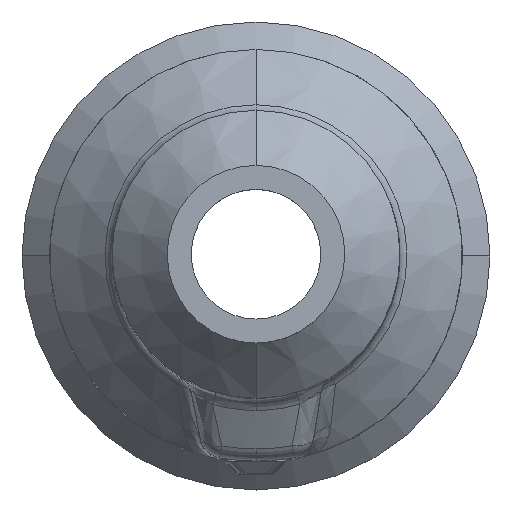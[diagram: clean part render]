
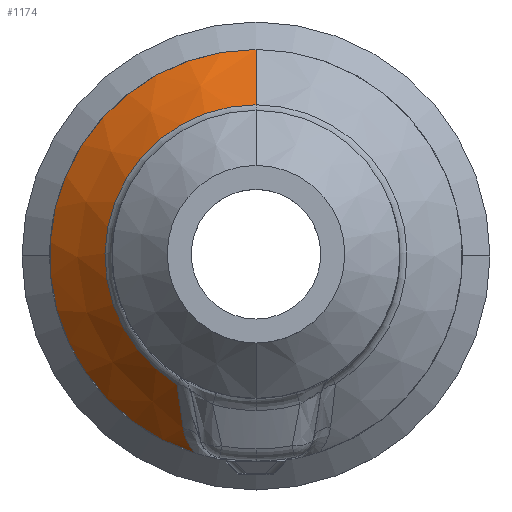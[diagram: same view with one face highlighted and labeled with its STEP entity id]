
A CAD part, top view. The second image highlights one B-rep face of the part: STEP entity #1174.
In plain terms, the highlighted conical face has half-angle 45 degrees and reference radius 19.5 mm.
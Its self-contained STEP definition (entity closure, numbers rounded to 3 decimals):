
#258 = CARTESIAN_POINT ( 'NONE',  ( -5.104, -16.425, 6.3 ) ) ;
#368 = CARTESIAN_POINT ( 'NONE',  ( 0., 17.2, 6.3 ) ) ;
#402 = CARTESIAN_POINT ( 'NONE',  ( -6.062, -14.406, 7.87 ) ) ;
#927 = DIRECTION ( 'NONE',  ( 0., 0.707, -0.707 ) ) ;
#1001 = CARTESIAN_POINT ( 'NONE',  ( -6.243, -13.201, 8.911 ) ) ;
#1083 = CARTESIAN_POINT ( 'NONE',  ( -6.59, -10.722, 10.914 ) ) ;
#1132 = VERTEX_POINT ( 'NONE', #1624 ) ;
#1174 = ADVANCED_FACE ( 'NONE', ( #7351 ), #1819, .T. ) ;
#1544 = CARTESIAN_POINT ( 'NONE',  ( -6.062, -14.406, 7.87 ) ) ;
#1545 = ORIENTED_EDGE ( 'NONE', *, *, #2240, .F. ) ;
#1624 = CARTESIAN_POINT ( 'NONE',  ( -6.59, -10.722, 10.914 ) ) ;
#1819 = CONICAL_SURFACE ( 'NONE', #6406, 19.5, 0.785 ) ;
#1872 = CIRCLE ( 'NONE', #6463, 12.586 ) ;
#1985 = DIRECTION ( 'NONE',  ( 0., 1., 0. ) ) ;
#2062 = ORIENTED_EDGE ( 'NONE', *, *, #5600, .T. ) ;
#2170 = CARTESIAN_POINT ( 'NONE',  ( -5.388, -16.119, 6.508 ) ) ;
#2240 = EDGE_CURVE ( 'NONE', #5667, #7993, #3627, .T. ) ;
#2293 = DIRECTION ( 'NONE',  ( 0., 1., 0. ) ) ;
#2383 = LINE ( 'NONE', #6567, #3861 ) ;
#2781 = CARTESIAN_POINT ( 'NONE',  ( -5.602, -15.781, 6.756 ) ) ;
#2836 = VERTEX_POINT ( 'NONE', #6851 ) ;
#2886 = DIRECTION ( 'NONE',  ( 0., 0., -1. ) ) ;
#3201 = EDGE_LOOP ( 'NONE', ( #2062, #7372, #1545, #5674, #7394 ) ) ;
#3419 = DIRECTION ( 'NONE',  ( -1., 0., 0. ) ) ;
#3478 = CARTESIAN_POINT ( 'NONE',  ( -5.104, -16.425, 6.3 ) ) ;
#3515 = CARTESIAN_POINT ( 'NONE',  ( -6.419, -11.979, 9.934 ) ) ;
#3627 = CIRCLE ( 'NONE', #3760, 17.2 ) ;
#3760 = AXIS2_PLACEMENT_3D ( 'NONE', #7297, #2886, #3419 ) ;
#3861 = VECTOR ( 'NONE', #927, 1000. ) ;
#3955 = CARTESIAN_POINT ( 'NONE',  ( 0., 0., 10.914 ) ) ;
#4135 = CARTESIAN_POINT ( 'NONE',  ( -6.062, -14.406, 7.87 ) ) ;
#4474 = VERTEX_POINT ( 'NONE', #402 ) ;
#5276 = EDGE_CURVE ( 'NONE', #5667, #4474, #6989, .T. ) ;
#5283 = CARTESIAN_POINT ( 'NONE',  ( -5.912, -15.101, 7.285 ) ) ;
#5432 = B_SPLINE_CURVE_WITH_KNOTS ( 'NONE', 3,
 ( #4135, #1001, #3515, #1083 ),
 .UNSPECIFIED., .F., .F.,
 ( 4, 4 ),
 ( 0., 0.005 ),
 .UNSPECIFIED. ) ;
#5600 = EDGE_CURVE ( 'NONE', #1132, #2836, #1872, .T. ) ;
#5667 = VERTEX_POINT ( 'NONE', #3478 ) ;
#5674 = ORIENTED_EDGE ( 'NONE', *, *, #5276, .T. ) ;
#6248 = EDGE_CURVE ( 'NONE', #2836, #7993, #2383, .T. ) ;
#6406 = AXIS2_PLACEMENT_3D ( 'NONE', #7930, #7853, #2293 ) ;
#6410 = DIRECTION ( 'NONE',  ( 0., 0., -1. ) ) ;
#6463 = AXIS2_PLACEMENT_3D ( 'NONE', #3955, #6410, #1985 ) ;
#6553 = EDGE_CURVE ( 'NONE', #4474, #1132, #5432, .T. ) ;
#6567 = CARTESIAN_POINT ( 'NONE',  ( 0., 19.5, 4. ) ) ;
#6851 = CARTESIAN_POINT ( 'NONE',  ( 0., 12.586, 10.914 ) ) ;
#6989 = B_SPLINE_CURVE_WITH_KNOTS ( 'NONE', 3,
 ( #258, #2170, #2781, #5283, #7193, #1544 ),
 .UNSPECIFIED., .F., .F.,
 ( 4, 2, 4 ),
 ( 0., 0.001, 0.003 ),
 .UNSPECIFIED. ) ;
#7193 = CARTESIAN_POINT ( 'NONE',  ( -6.01, -14.755, 7.569 ) ) ;
#7297 = CARTESIAN_POINT ( 'NONE',  ( 0., 0., 6.3 ) ) ;
#7351 = FACE_OUTER_BOUND ( 'NONE', #3201, .T. ) ;
#7372 = ORIENTED_EDGE ( 'NONE', *, *, #6248, .T. ) ;
#7394 = ORIENTED_EDGE ( 'NONE', *, *, #6553, .T. ) ;
#7853 = DIRECTION ( 'NONE',  ( 0., 0., -1. ) ) ;
#7930 = CARTESIAN_POINT ( 'NONE',  ( 0., 0., 4. ) ) ;
#7993 = VERTEX_POINT ( 'NONE', #368 ) ;
